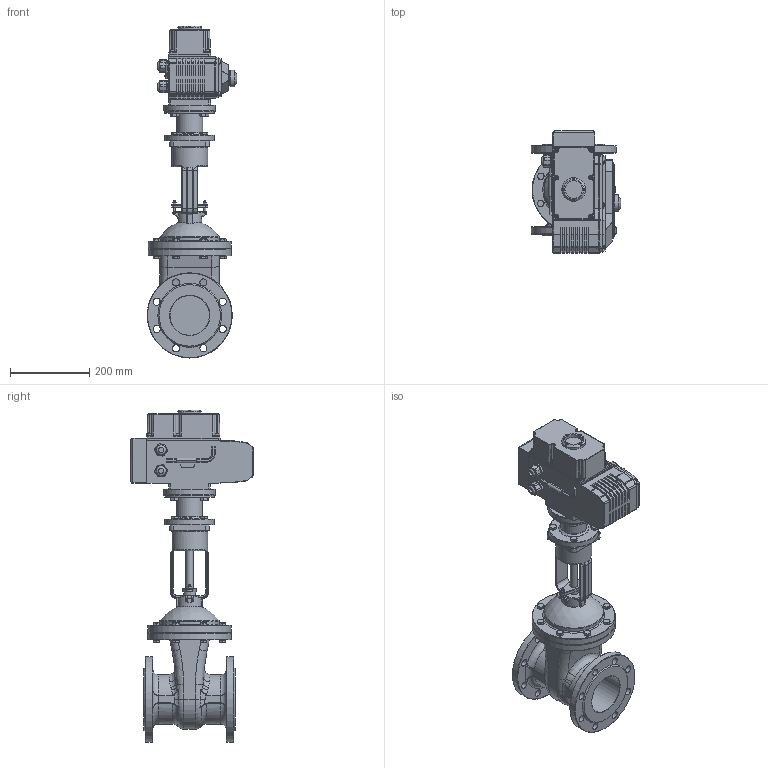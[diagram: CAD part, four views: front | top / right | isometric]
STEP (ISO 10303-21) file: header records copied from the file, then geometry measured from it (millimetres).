
FILE_DESCRIPTION(/* description */ (''),/* implementation_level */ '2;1');
FILE_NAME(/* name */ 'DN100_3D_STEP.stp',/* time_stamp */ '2025-04-15T00:45:31+03:00',/* author */ ('igorr'),/* organization */ (''),/* preprocessor_version */ 'ST-DEVELOPER v20',/* originating_system */ 'Autodesk Inventor 2025',/* authorisation */ '');
FILE_SCHEMA (('AUTOMOTIVE_DESIGN { 1 0 10303 214 3 1 1 }'));
Length unit declared in the file: millimetre
Products named in the file (12): Сборка1; Тип Б; Сборка; Деталь; AS 1420 - 1973 - M3 x 6; AS 1420 - 1973 - M6 x 16; AS 1420 - 1973 - M5 x 16; Деталь3; AS 1110 - M12 x 20; Деталь1; AS 1110 - M10 x 16; ANSI B18.2.4.2M - M5x0,8
Assembly tree (47 placements, depth 3):
  Сборка1
    Тип Б
    Сборка
      Деталь
      AS 1420 - 1973 - M3 x 6  x4
      AS 1420 - 1973 - M6 x 16  x6
      AS 1420 - 1973 - M5 x 16  x6
      Деталь3
    AS 1110 - M12 x 20  x4
    Деталь1
    AS 1110 - M10 x 16  x20
    ANSI B18.2.4.2M - M5x0,8  x2
Bounding box: 226.5 x 308 x 837.5 mm (x, y, z)
Volume: 12737682.1 mm3; surface area: 984165.5 mm2
Topology: 48 solids, 53 shells, 2149 faces, 5294 edges, 3320 vertices
Faces by surface type: plane 1106, cylinder 540, cone 251, torus 135, bspline 116, sphere 1
Full cylindrical faces by diameter (mm): 3 x7, 4.134 x2, 5 x10, 5.5 x4, 6 x6, 7 x4, 8 x2, 8.5 x6, 9 x4, 10 x30, 12 x24, 13.606 x2, 14 x4, 16 x20, 18 x21, 20 x1, 27.184 x2, 30 x1, 32 x2, 41.63 x1, 41.932 x1, 44 x1, 45 x1, 48.957 x1, 50 x1, 60 x2, 65 x1, 70 x1, 74 x1, 80 x1
Entity records: 49462 total; most frequent: CARTESIAN_POINT 13067, ORIENTED_EDGE 7264, DIRECTION 7199, EDGE_CURVE 3632, AXIS2_PLACEMENT_3D 2618, VERTEX_POINT 2319, LINE 1963, VECTOR 1963
